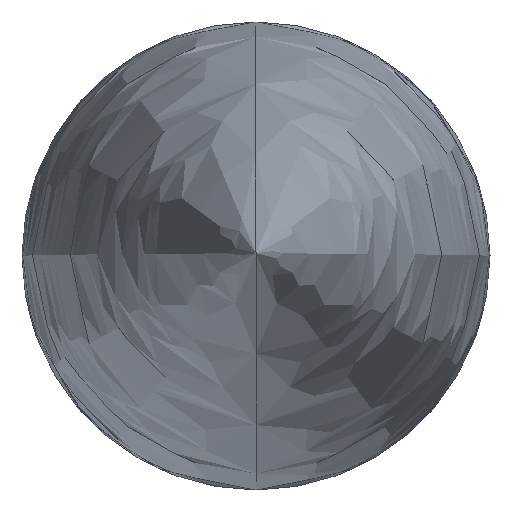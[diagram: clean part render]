
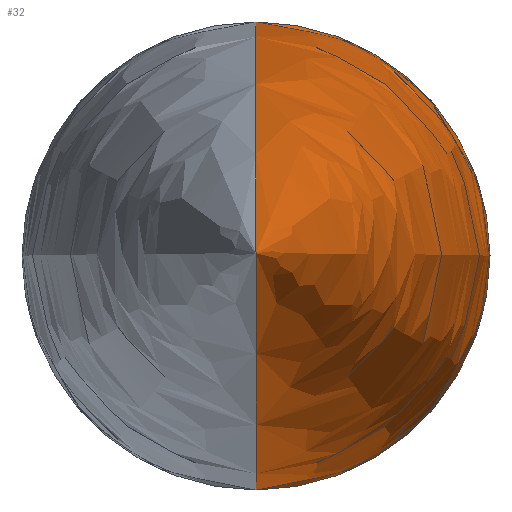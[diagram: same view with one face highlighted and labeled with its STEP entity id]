
A CAD part, top view. The second image highlights one B-rep face of the part: STEP entity #32.
In plain terms, the highlighted free-form (B-spline) face has degree [3, 3] with [4, 4] control points.
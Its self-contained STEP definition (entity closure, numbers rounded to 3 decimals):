
#22 = CARTESIAN_POINT ( 'NONE',  ( 0., -33.144, 123.333 ) ) ;
#24 = VERTEX_POINT ( 'NONE', #69 ) ;
#28 = CARTESIAN_POINT ( 'NONE',  ( 66.5, 33.25, 50. ) ) ;
#32 = ADVANCED_FACE ( 'NONE', ( #182 ), #72, .T. ) ;
#56 = CARTESIAN_POINT ( 'NONE',  ( 0., 33.25, 50. ) ) ;
#57 = EDGE_CURVE ( 'NONE', #145, #373, #164, .T. ) ;
#61 = DIRECTION ( 'NONE',  ( 0., 1., 0. ) ) ;
#63 = CARTESIAN_POINT ( 'NONE',  ( 0., -33.25, 50. ) ) ;
#68 = CARTESIAN_POINT ( 'NONE',  ( 0., -23.418, 200.023 ) ) ;
#69 = CARTESIAN_POINT ( 'NONE',  ( 0., 33.25, 50. ) ) ;
#72 =( BOUNDED_SURFACE ( )  B_SPLINE_SURFACE ( 3, 3, ( 
 ( #56, #28, #109, #63 ),
 ( #227, #187, #193, #22 ),
 ( #306, #354, #528, #68 ),
 ( #346, #429, #313, #315 ) ),
 .UNSPECIFIED., .F., .F., .F. ) 
 B_SPLINE_SURFACE_WITH_KNOTS ( ( 4, 4 ),
 ( 4, 4 ),
 ( 0., 1. ),
 ( 0., 1. ),
 .UNSPECIFIED. ) 
 GEOMETRIC_REPRESENTATION_ITEM ( )  RATIONAL_B_SPLINE_SURFACE ( (
 ( 1., 0.333, 0.333, 1.),
 ( 1., 0.333, 0.333, 1.),
 ( 1., 0.333, 0.333, 1.),
 ( 1., 0.333, 0.333, 1.) ) ) 
 REPRESENTATION_ITEM ( '' )  SURFACE ( )  );
#77 = CARTESIAN_POINT ( 'NONE',  ( 0., -33.25, 50. ) ) ;
#101 = DIRECTION ( 'NONE',  ( 0., 0., 1. ) ) ;
#109 = CARTESIAN_POINT ( 'NONE',  ( 66.5, -33.25, 50. ) ) ;
#114 = CARTESIAN_POINT ( 'NONE',  ( 0., 33.144, 123.333 ) ) ;
#115 = EDGE_CURVE ( 'NONE', #24, #373, #356, .T. ) ;
#125 = ORIENTED_EDGE ( 'NONE', *, *, #318, .T. ) ;
#138 = CIRCLE ( 'NONE', #418, 33.25 ) ;
#144 = CARTESIAN_POINT ( 'NONE',  ( 0., 0., 50. ) ) ;
#145 = VERTEX_POINT ( 'NONE', #77 ) ;
#157 = CARTESIAN_POINT ( 'NONE',  ( 0., 23.418, 200.023 ) ) ;
#164 = B_SPLINE_CURVE_WITH_KNOTS ( 'NONE', 3,
 ( #263, #447, #445, #453 ),
 .UNSPECIFIED., .F., .F.,
 ( 4, 4 ),
 ( 0., 1. ),
 .UNSPECIFIED. ) ;
#182 = FACE_OUTER_BOUND ( 'NONE', #342, .T. ) ;
#187 = CARTESIAN_POINT ( 'NONE',  ( 66.288, 33.144, 123.333 ) ) ;
#193 = CARTESIAN_POINT ( 'NONE',  ( 66.288, -33.144, 123.333 ) ) ;
#207 = ORIENTED_EDGE ( 'NONE', *, *, #115, .T. ) ;
#214 = ORIENTED_EDGE ( 'NONE', *, *, #57, .F. ) ;
#227 = CARTESIAN_POINT ( 'NONE',  ( 0., 33.144, 123.333 ) ) ;
#241 = CARTESIAN_POINT ( 'NONE',  ( 0., 33.25, 50. ) ) ;
#263 = CARTESIAN_POINT ( 'NONE',  ( 0., -33.25, 50. ) ) ;
#306 = CARTESIAN_POINT ( 'NONE',  ( 0., 23.418, 200.023 ) ) ;
#313 = CARTESIAN_POINT ( 'NONE',  ( 0., 0., 279.999 ) ) ;
#315 = CARTESIAN_POINT ( 'NONE',  ( 0., 0., 279.999 ) ) ;
#318 = EDGE_CURVE ( 'NONE', #145, #24, #138, .T. ) ;
#342 = EDGE_LOOP ( 'NONE', ( #125, #207, #214 ) ) ;
#346 = CARTESIAN_POINT ( 'NONE',  ( 0., 0., 279.999 ) ) ;
#354 = CARTESIAN_POINT ( 'NONE',  ( 46.835, 23.418, 200.023 ) ) ;
#356 = B_SPLINE_CURVE_WITH_KNOTS ( 'NONE', 3,
 ( #241, #114, #157, #398 ),
 .UNSPECIFIED., .F., .F.,
 ( 4, 4 ),
 ( 0., 1. ),
 .UNSPECIFIED. ) ;
#373 = VERTEX_POINT ( 'NONE', #382 ) ;
#382 = CARTESIAN_POINT ( 'NONE',  ( 0., 0., 279.999 ) ) ;
#398 = CARTESIAN_POINT ( 'NONE',  ( 0., 0., 279.999 ) ) ;
#418 = AXIS2_PLACEMENT_3D ( 'NONE', #144, #101, #61 ) ;
#429 = CARTESIAN_POINT ( 'NONE',  ( 0., 0., 279.999 ) ) ;
#445 = CARTESIAN_POINT ( 'NONE',  ( 0., -23.418, 200.023 ) ) ;
#447 = CARTESIAN_POINT ( 'NONE',  ( 0., -33.144, 123.333 ) ) ;
#453 = CARTESIAN_POINT ( 'NONE',  ( 0., 0., 279.999 ) ) ;
#528 = CARTESIAN_POINT ( 'NONE',  ( 46.835, -23.418, 200.023 ) ) ;
